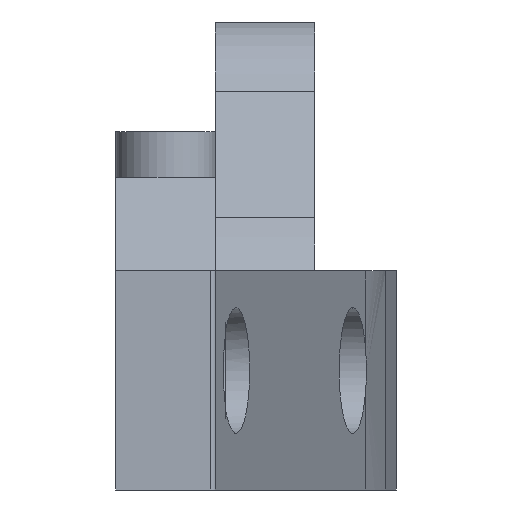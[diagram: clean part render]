
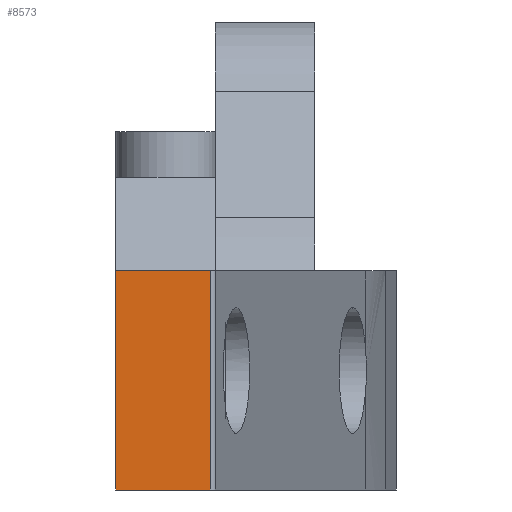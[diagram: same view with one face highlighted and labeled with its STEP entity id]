
A CAD part, front view. The second image highlights one B-rep face of the part: STEP entity #8573.
In plain terms, the highlighted planar face has unit normal (0, -1, 0).
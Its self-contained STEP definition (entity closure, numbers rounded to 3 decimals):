
#8137 = PLANE('',#8138);
#8138 = AXIS2_PLACEMENT_3D('',#8139,#8140,#8141);
#8139 = CARTESIAN_POINT('',(40.,-86.724,6.225));
#8140 = DIRECTION('',(-1.,0.,0.));
#8141 = DIRECTION('',(0.,0.,-1.));
#8152 = EDGE_CURVE('',#8153,#8155,#8157,.T.);
#8153 = VERTEX_POINT('',#8154);
#8154 = CARTESIAN_POINT('',(40.,-106.,0.));
#8155 = VERTEX_POINT('',#8156);
#8156 = CARTESIAN_POINT('',(40.,-106.,11.));
#8157 = SURFACE_CURVE('',#8158,(#8162,#8169),.PCURVE_S1.);
#8158 = LINE('',#8159,#8160);
#8159 = CARTESIAN_POINT('',(40.,-106.,0.));
#8160 = VECTOR('',#8161,1.);
#8161 = DIRECTION('',(0.,0.,1.));
#8162 = PCURVE('',#8137,#8163);
#8163 = DEFINITIONAL_REPRESENTATION('',(#8164),#8168);
#8164 = LINE('',#8165,#8166);
#8165 = CARTESIAN_POINT('',(6.225,19.276));
#8166 = VECTOR('',#8167,1.);
#8167 = DIRECTION('',(-1.,0.));
#8168 = ( GEOMETRIC_REPRESENTATION_CONTEXT(2) 
PARAMETRIC_REPRESENTATION_CONTEXT() REPRESENTATION_CONTEXT('2D SPACE',''
  ) );
#8169 = PCURVE('',#8170,#8175);
#8170 = PLANE('',#8171);
#8171 = AXIS2_PLACEMENT_3D('',#8172,#8173,#8174);
#8172 = CARTESIAN_POINT('',(40.,-106.,0.));
#8173 = DIRECTION('',(0.,1.,0.));
#8174 = DIRECTION('',(1.,0.,0.));
#8175 = DEFINITIONAL_REPRESENTATION('',(#8176),#8180);
#8176 = LINE('',#8177,#8178);
#8177 = CARTESIAN_POINT('',(0.,0.));
#8178 = VECTOR('',#8179,1.);
#8179 = DIRECTION('',(0.,-1.));
#8180 = ( GEOMETRIC_REPRESENTATION_CONTEXT(2) 
PARAMETRIC_REPRESENTATION_CONTEXT() REPRESENTATION_CONTEXT('2D SPACE',''
  ) );
#8198 = PLANE('',#8199);
#8199 = AXIS2_PLACEMENT_3D('',#8200,#8201,#8202);
#8200 = CARTESIAN_POINT('',(45.911,-75.764,11.));
#8201 = DIRECTION('',(0.,0.,1.));
#8202 = DIRECTION('',(1.,0.,0.));
#8415 = PLANE('',#8416);
#8416 = AXIS2_PLACEMENT_3D('',#8417,#8418,#8419);
#8417 = CARTESIAN_POINT('',(46.271,-43.756,0.));
#8418 = DIRECTION('',(0.,0.,1.));
#8419 = DIRECTION('',(1.,0.,0.));
#8573 = ADVANCED_FACE('',(#8574),#8170,.F.);
#8574 = FACE_BOUND('',#8575,.F.);
#8575 = EDGE_LOOP('',(#8576,#8577,#8600,#8628));
#8576 = ORIENTED_EDGE('',*,*,#8152,.T.);
#8577 = ORIENTED_EDGE('',*,*,#8578,.T.);
#8578 = EDGE_CURVE('',#8155,#8579,#8581,.T.);
#8579 = VERTEX_POINT('',#8580);
#8580 = CARTESIAN_POINT('',(44.756,-106.,11.));
#8581 = SURFACE_CURVE('',#8582,(#8586,#8593),.PCURVE_S1.);
#8582 = LINE('',#8583,#8584);
#8583 = CARTESIAN_POINT('',(40.,-106.,11.));
#8584 = VECTOR('',#8585,1.);
#8585 = DIRECTION('',(1.,0.,0.));
#8586 = PCURVE('',#8170,#8587);
#8587 = DEFINITIONAL_REPRESENTATION('',(#8588),#8592);
#8588 = LINE('',#8589,#8590);
#8589 = CARTESIAN_POINT('',(0.,-11.));
#8590 = VECTOR('',#8591,1.);
#8591 = DIRECTION('',(1.,0.));
#8592 = ( GEOMETRIC_REPRESENTATION_CONTEXT(2) 
PARAMETRIC_REPRESENTATION_CONTEXT() REPRESENTATION_CONTEXT('2D SPACE',''
  ) );
#8593 = PCURVE('',#8198,#8594);
#8594 = DEFINITIONAL_REPRESENTATION('',(#8595),#8599);
#8595 = LINE('',#8596,#8597);
#8596 = CARTESIAN_POINT('',(-5.911,-30.236));
#8597 = VECTOR('',#8598,1.);
#8598 = DIRECTION('',(1.,0.));
#8599 = ( GEOMETRIC_REPRESENTATION_CONTEXT(2) 
PARAMETRIC_REPRESENTATION_CONTEXT() REPRESENTATION_CONTEXT('2D SPACE',''
  ) );
#8600 = ORIENTED_EDGE('',*,*,#8601,.F.);
#8601 = EDGE_CURVE('',#8602,#8579,#8604,.T.);
#8602 = VERTEX_POINT('',#8603);
#8603 = CARTESIAN_POINT('',(44.756,-106.,0.));
#8604 = SURFACE_CURVE('',#8605,(#8609,#8616),.PCURVE_S1.);
#8605 = LINE('',#8606,#8607);
#8606 = CARTESIAN_POINT('',(44.756,-106.,0.));
#8607 = VECTOR('',#8608,1.);
#8608 = DIRECTION('',(0.,0.,1.));
#8609 = PCURVE('',#8170,#8610);
#8610 = DEFINITIONAL_REPRESENTATION('',(#8611),#8615);
#8611 = LINE('',#8612,#8613);
#8612 = CARTESIAN_POINT('',(4.756,0.));
#8613 = VECTOR('',#8614,1.);
#8614 = DIRECTION('',(0.,-1.));
#8615 = ( GEOMETRIC_REPRESENTATION_CONTEXT(2) 
PARAMETRIC_REPRESENTATION_CONTEXT() REPRESENTATION_CONTEXT('2D SPACE',''
  ) );
#8616 = PCURVE('',#8617,#8622);
#8617 = CYLINDRICAL_SURFACE('',#8618,0.25);
#8618 = AXIS2_PLACEMENT_3D('',#8619,#8620,#8621);
#8619 = CARTESIAN_POINT('',(44.756,-105.75,0.));
#8620 = DIRECTION('',(-0.,-0.,-1.));
#8621 = DIRECTION('',(1.,0.,0.));
#8622 = DEFINITIONAL_REPRESENTATION('',(#8623),#8627);
#8623 = LINE('',#8624,#8625);
#8624 = CARTESIAN_POINT('',(-4.712,0.));
#8625 = VECTOR('',#8626,1.);
#8626 = DIRECTION('',(-0.,-1.));
#8627 = ( GEOMETRIC_REPRESENTATION_CONTEXT(2) 
PARAMETRIC_REPRESENTATION_CONTEXT() REPRESENTATION_CONTEXT('2D SPACE',''
  ) );
#8628 = ORIENTED_EDGE('',*,*,#8629,.F.);
#8629 = EDGE_CURVE('',#8153,#8602,#8630,.T.);
#8630 = SURFACE_CURVE('',#8631,(#8635,#8642),.PCURVE_S1.);
#8631 = LINE('',#8632,#8633);
#8632 = CARTESIAN_POINT('',(40.,-106.,0.));
#8633 = VECTOR('',#8634,1.);
#8634 = DIRECTION('',(1.,0.,0.));
#8635 = PCURVE('',#8170,#8636);
#8636 = DEFINITIONAL_REPRESENTATION('',(#8637),#8641);
#8637 = LINE('',#8638,#8639);
#8638 = CARTESIAN_POINT('',(0.,0.));
#8639 = VECTOR('',#8640,1.);
#8640 = DIRECTION('',(1.,0.));
#8641 = ( GEOMETRIC_REPRESENTATION_CONTEXT(2) 
PARAMETRIC_REPRESENTATION_CONTEXT() REPRESENTATION_CONTEXT('2D SPACE',''
  ) );
#8642 = PCURVE('',#8415,#8643);
#8643 = DEFINITIONAL_REPRESENTATION('',(#8644),#8648);
#8644 = LINE('',#8645,#8646);
#8645 = CARTESIAN_POINT('',(-6.271,-62.244));
#8646 = VECTOR('',#8647,1.);
#8647 = DIRECTION('',(1.,0.));
#8648 = ( GEOMETRIC_REPRESENTATION_CONTEXT(2) 
PARAMETRIC_REPRESENTATION_CONTEXT() REPRESENTATION_CONTEXT('2D SPACE',''
  ) );
